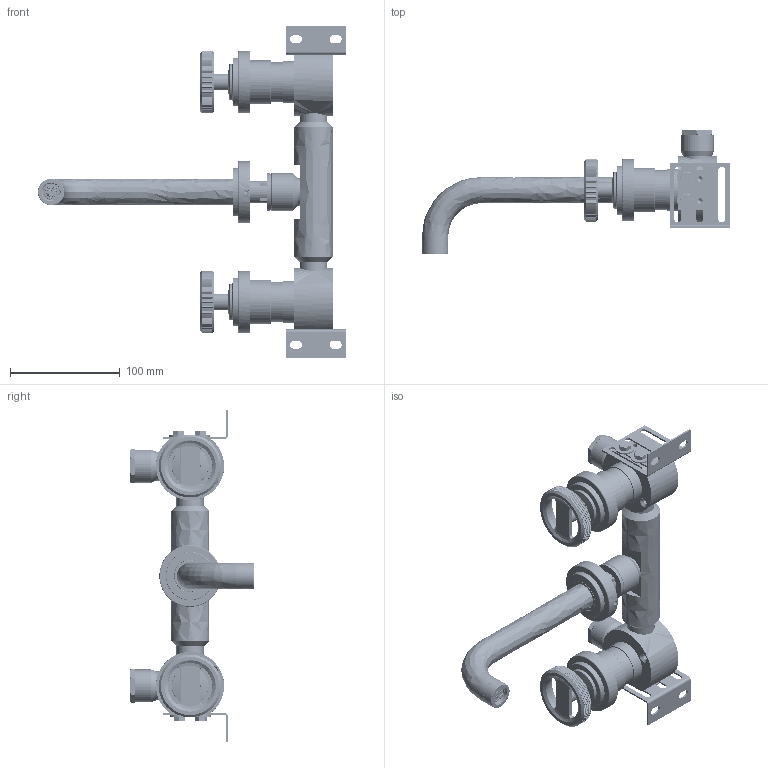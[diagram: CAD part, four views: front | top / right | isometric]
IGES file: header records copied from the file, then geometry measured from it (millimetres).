
Global section: file name: V7KALL17S-2LW; native system: Autodesk Inventor 2023; preprocessor: unknown; author: clarkin; date: 20231026.111851; units: millimetre
Bounding box: 280.3 x 112.5 x 302 mm (x, y, z)
Volume: 584986.7 mm3; surface area: 289264.6 mm2
Topology: 71 solids, 71 shells, 4466 faces, 11928 edges, 7760 vertices
Faces by surface type: bspline 4466
